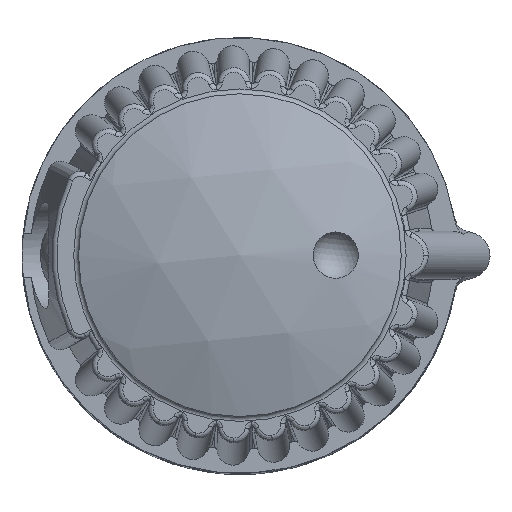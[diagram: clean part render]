
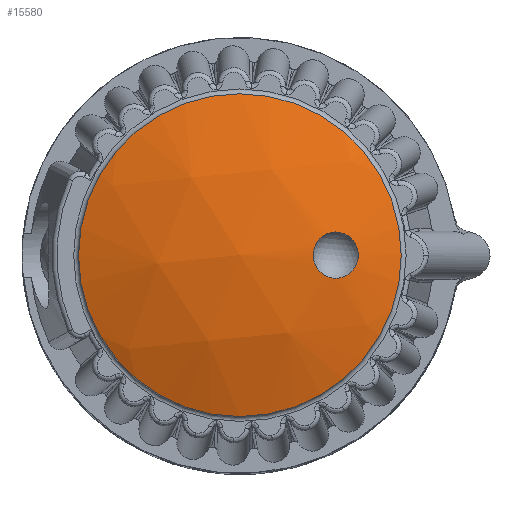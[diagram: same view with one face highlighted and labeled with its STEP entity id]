
A CAD part, top view. The second image highlights one B-rep face of the part: STEP entity #15580.
In plain terms, the highlighted spherical face has radius 13 mm.
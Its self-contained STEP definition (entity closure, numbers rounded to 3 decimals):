
#318 = DIRECTION ( 'NONE',  ( -0.995, -0.1, 0. ) ) ;
#1801 = DIRECTION ( 'NONE',  ( 0.1, -0.995, 0. ) ) ;
#2165 = SPHERICAL_SURFACE ( 'NONE', #18740, 13. ) ;
#4140 = ORIENTED_EDGE ( 'NONE', *, *, #10982, .T. ) ;
#4767 = CARTESIAN_POINT ( 'NONE',  ( 0., -3.669, 5.972 ) ) ;
#5094 = CIRCLE ( 'NONE', #5811, 0.718 ) ;
#5303 = CARTESIAN_POINT ( 'NONE',  ( 0., 0., -6.5 ) ) ;
#5811 = AXIS2_PLACEMENT_3D ( 'NONE', #8487, #18227, #13142 ) ;
#6080 = VERTEX_POINT ( 'NONE', #8484 ) ;
#6517 = FACE_BOUND ( 'NONE', #15303, .T. ) ;
#8484 = CARTESIAN_POINT ( 'NONE',  ( -5., 0., 5.5 ) ) ;
#8487 = CARTESIAN_POINT ( 'NONE',  ( 0., -2.969, 6.136 ) ) ;
#9365 = CARTESIAN_POINT ( 'NONE',  ( 0., 0., 5.5 ) ) ;
#10811 = DIRECTION ( 'NONE',  ( -1., 0., 0. ) ) ;
#10982 = EDGE_CURVE ( 'NONE', #17384, #17384, #5094, .T. ) ;
#11421 = FACE_OUTER_BOUND ( 'NONE', #12965, .T. ) ;
#12965 = EDGE_LOOP ( 'NONE', ( #15758 ) ) ;
#13142 = DIRECTION ( 'NONE',  ( 0., -0.973, -0.229 ) ) ;
#14026 = DIRECTION ( 'NONE',  ( 0., 0., -1. ) ) ;
#15303 = EDGE_LOOP ( 'NONE', ( #4140 ) ) ;
#15580 = ADVANCED_FACE ( 'NONE', ( #11421, #6517 ), #2165, .T. ) ;
#15758 = ORIENTED_EDGE ( 'NONE', *, *, #18025, .F. ) ;
#17384 = VERTEX_POINT ( 'NONE', #4767 ) ;
#17675 = AXIS2_PLACEMENT_3D ( 'NONE', #9365, #14026, #10811 ) ;
#18025 = EDGE_CURVE ( 'NONE', #6080, #6080, #18562, .T. ) ;
#18227 = DIRECTION ( 'NONE',  ( 0., 0.229, -0.973 ) ) ;
#18562 = CIRCLE ( 'NONE', #17675, 5. ) ;
#18740 = AXIS2_PLACEMENT_3D ( 'NONE', #5303, #318, #1801 ) ;
